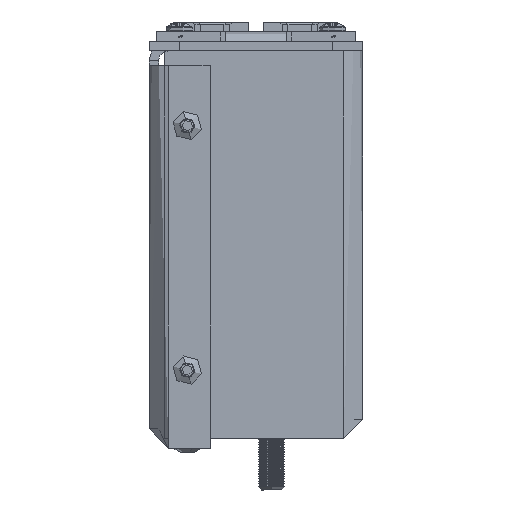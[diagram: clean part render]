
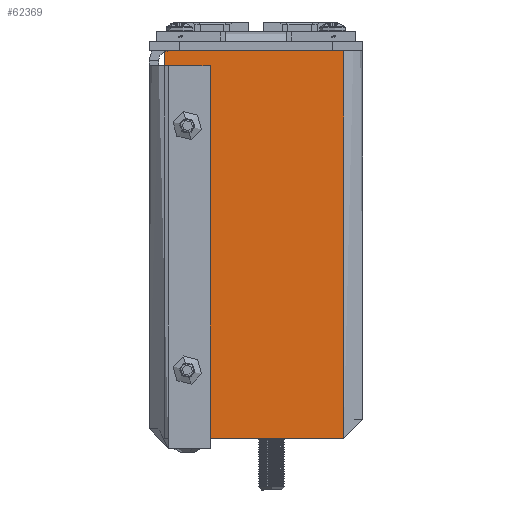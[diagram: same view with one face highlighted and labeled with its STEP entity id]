
A CAD part, left-side view. The second image highlights one B-rep face of the part: STEP entity #62369.
In plain terms, the highlighted planar face has unit normal (-1, 0, 0).
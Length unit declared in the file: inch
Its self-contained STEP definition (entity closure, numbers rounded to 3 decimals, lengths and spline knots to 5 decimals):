
#1772 = DIRECTION ( 'NONE',  ( 0., -1., 0. ) ) ;
#3512 = DIRECTION ( 'NONE',  ( 0., -1., 0. ) ) ;
#4590 = EDGE_CURVE ( 'NONE', #30225, #15979, #51989, .T. ) ;
#7221 = CIRCLE ( 'NONE', #34546, 0.0625 ) ;
#8006 = DIRECTION ( 'NONE',  ( 0., 1., 0. ) ) ;
#10372 = VECTOR ( 'NONE', #37461, 39.37008 ) ;
#10614 = AXIS2_PLACEMENT_3D ( 'NONE', #26816, #39466, #1772 ) ;
#10733 = CARTESIAN_POINT ( 'NONE',  ( -8.4835, 1.4375, -1.026 ) ) ;
#11005 = LINE ( 'NONE', #16637, #75842 ) ;
#13045 = DIRECTION ( 'NONE',  ( -1., 0., 0. ) ) ;
#15466 = CARTESIAN_POINT ( 'NONE',  ( -8.4835, 1.625, -1.5855 ) ) ;
#15979 = VERTEX_POINT ( 'NONE', #27715 ) ;
#16637 = CARTESIAN_POINT ( 'NONE',  ( -8.4835, 1.625, -1.5855 ) ) ;
#17746 = AXIS2_PLACEMENT_3D ( 'NONE', #27876, #33906, #8006 ) ;
#19346 = PLANE ( 'NONE',  #17746 ) ;
#19509 = CIRCLE ( 'NONE', #10614, 0.0625 ) ;
#22974 = ORIENTED_EDGE ( 'NONE', *, *, #30477, .F. ) ;
#24598 = CARTESIAN_POINT ( 'NONE',  ( -8.4835, 0.15748, 1.5855 ) ) ;
#26816 = CARTESIAN_POINT ( 'NONE',  ( -8.4835, 1.4375, 0.974 ) ) ;
#27221 = ORIENTED_EDGE ( 'NONE', *, *, #39047, .F. ) ;
#27317 = CARTESIAN_POINT ( 'NONE',  ( -8.4835, 1.625, 1.5855 ) ) ;
#27470 = CARTESIAN_POINT ( 'NONE',  ( -8.4835, 1.375, 0.974 ) ) ;
#27715 = CARTESIAN_POINT ( 'NONE',  ( -8.4835, 1.5, -1.026 ) ) ;
#27876 = CARTESIAN_POINT ( 'NONE',  ( -8.4835, 1.625, -1.5855 ) ) ;
#30225 = VERTEX_POINT ( 'NONE', #51170 ) ;
#30477 = EDGE_CURVE ( 'NONE', #45426, #52730, #45940, .T. ) ;
#30813 = ORIENTED_EDGE ( 'NONE', *, *, #50267, .T. ) ;
#31252 = AXIS2_PLACEMENT_3D ( 'NONE', #32064, #13045, #31514 ) ;
#31514 = DIRECTION ( 'NONE',  ( 0., -1., 0. ) ) ;
#31523 = EDGE_CURVE ( 'NONE', #15979, #30225, #7221, .T. ) ;
#32064 = CARTESIAN_POINT ( 'NONE',  ( -8.4835, 1.4375, 0.974 ) ) ;
#32423 = VECTOR ( 'NONE', #63566, 39.37008 ) ;
#33906 = DIRECTION ( 'NONE',  ( 1., 0., 0. ) ) ;
#34090 = CARTESIAN_POINT ( 'NONE',  ( -8.4835, 1.4375, -1.026 ) ) ;
#34345 = FACE_OUTER_BOUND ( 'NONE', #61647, .T. ) ;
#34546 = AXIS2_PLACEMENT_3D ( 'NONE', #10733, #48152, #48690 ) ;
#35589 = EDGE_CURVE ( 'NONE', #62850, #51019, #44802, .T. ) ;
#36379 = CARTESIAN_POINT ( 'NONE',  ( -8.4835, 0.15748, -1.5855 ) ) ;
#36616 = ORIENTED_EDGE ( 'NONE', *, *, #73520, .T. ) ;
#37461 = DIRECTION ( 'NONE',  ( 0., 1., 0. ) ) ;
#38637 = ORIENTED_EDGE ( 'NONE', *, *, #4590, .F. ) ;
#39047 = EDGE_CURVE ( 'NONE', #52730, #45426, #19509, .T. ) ;
#39466 = DIRECTION ( 'NONE',  ( -1., 0., 0. ) ) ;
#40378 = DIRECTION ( 'NONE',  ( -1., 0., 0. ) ) ;
#42938 = CARTESIAN_POINT ( 'NONE',  ( -8.4835, 1.625, 1.5855 ) ) ;
#43121 = FACE_BOUND ( 'NONE', #69854, .T. ) ;
#44802 = LINE ( 'NONE', #36379, #10372 ) ;
#45426 = VERTEX_POINT ( 'NONE', #27470 ) ;
#45475 = ORIENTED_EDGE ( 'NONE', *, *, #35589, .F. ) ;
#45940 = CIRCLE ( 'NONE', #31252, 0.0625 ) ;
#47350 = VERTEX_POINT ( 'NONE', #24598 ) ;
#48152 = DIRECTION ( 'NONE',  ( -1., 0., 0. ) ) ;
#48690 = DIRECTION ( 'NONE',  ( 0., -1., 0. ) ) ;
#49081 = AXIS2_PLACEMENT_3D ( 'NONE', #34090, #40378, #3512 ) ;
#50267 = EDGE_CURVE ( 'NONE', #61040, #51019, #11005, .T. ) ;
#51019 = VERTEX_POINT ( 'NONE', #15466 ) ;
#51170 = CARTESIAN_POINT ( 'NONE',  ( -8.4835, 1.375, -1.026 ) ) ;
#51989 = CIRCLE ( 'NONE', #49081, 0.0625 ) ;
#52730 = VERTEX_POINT ( 'NONE', #60184 ) ;
#53131 = LINE ( 'NONE', #42938, #32423 ) ;
#56792 = DIRECTION ( 'NONE',  ( 0., 0., -1. ) ) ;
#57113 = LINE ( 'NONE', #69893, #70831 ) ;
#57382 = CARTESIAN_POINT ( 'NONE',  ( -8.4835, 0.15748, -1.5855 ) ) ;
#60184 = CARTESIAN_POINT ( 'NONE',  ( -8.4835, 1.5, 0.974 ) ) ;
#61040 = VERTEX_POINT ( 'NONE', #27317 ) ;
#61647 = EDGE_LOOP ( 'NONE', ( #30813, #45475, #68373, #36616 ) ) ;
#61777 = EDGE_LOOP ( 'NONE', ( #38637, #63150 ) ) ;
#62369 = ADVANCED_FACE ( 'NONE', ( #43121, #72563, #34345 ), #19346, .F. ) ;
#62850 = VERTEX_POINT ( 'NONE', #57382 ) ;
#63150 = ORIENTED_EDGE ( 'NONE', *, *, #31523, .F. ) ;
#63566 = DIRECTION ( 'NONE',  ( 0., 1., 0. ) ) ;
#68373 = ORIENTED_EDGE ( 'NONE', *, *, #73033, .F. ) ;
#69854 = EDGE_LOOP ( 'NONE', ( #22974, #27221 ) ) ;
#69893 = CARTESIAN_POINT ( 'NONE',  ( -8.4835, 0.15748, -1.5855 ) ) ;
#70831 = VECTOR ( 'NONE', #56792, 39.37008 ) ;
#72563 = FACE_BOUND ( 'NONE', #61777, .T. ) ;
#72636 = DIRECTION ( 'NONE',  ( 0., 0., -1. ) ) ;
#73033 = EDGE_CURVE ( 'NONE', #47350, #62850, #57113, .T. ) ;
#73520 = EDGE_CURVE ( 'NONE', #47350, #61040, #53131, .T. ) ;
#75842 = VECTOR ( 'NONE', #72636, 39.37008 ) ;
